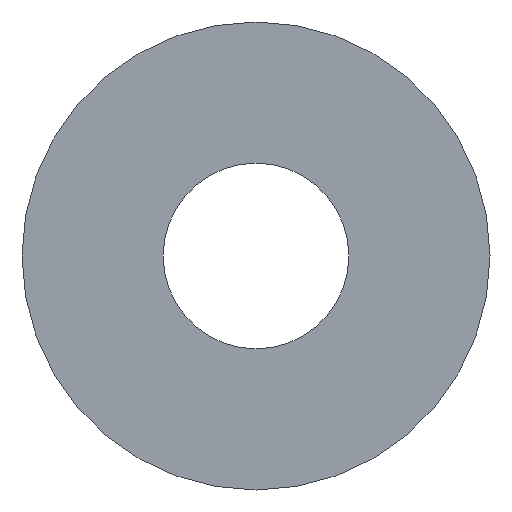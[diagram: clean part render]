
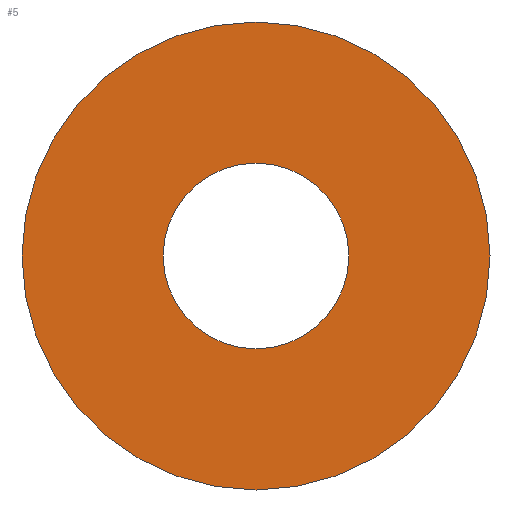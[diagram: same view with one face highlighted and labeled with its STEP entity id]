
A CAD part, front view. The second image highlights one B-rep face of the part: STEP entity #5.
In plain terms, the highlighted planar face has unit normal (0, -1, 0).
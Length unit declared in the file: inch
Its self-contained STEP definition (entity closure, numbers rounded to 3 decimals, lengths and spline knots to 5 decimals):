
#1 = CIRCLE ( 'NONE', #165, 0.315 ) ;
#4 = ORIENTED_EDGE ( 'NONE', *, *, #209, .F. ) ;
#5 = ADVANCED_FACE ( 'NONE', ( #63, #48 ), #222, .F. ) ;
#10 = DIRECTION ( 'NONE',  ( 0., 1., 0. ) ) ;
#26 = DIRECTION ( 'NONE',  ( 0., 0., 1. ) ) ;
#29 = DIRECTION ( 'NONE',  ( 0., 1., 0. ) ) ;
#30 = CARTESIAN_POINT ( 'NONE',  ( 0., 0., 0. ) ) ;
#35 = ORIENTED_EDGE ( 'NONE', *, *, #203, .T. ) ;
#39 = CIRCLE ( 'NONE', #162, 0.125 ) ;
#47 = ORIENTED_EDGE ( 'NONE', *, *, #92, .F. ) ;
#48 = FACE_BOUND ( 'NONE', #186, .T. ) ;
#52 = CARTESIAN_POINT ( 'NONE',  ( 0., 0., -0.315 ) ) ;
#56 = CARTESIAN_POINT ( 'NONE',  ( 0., 0., 0.315 ) ) ;
#63 = FACE_OUTER_BOUND ( 'NONE', #102, .T. ) ;
#74 = DIRECTION ( 'NONE',  ( 0., 0., 1. ) ) ;
#76 = DIRECTION ( 'NONE',  ( 0., 1., 0. ) ) ;
#83 = CARTESIAN_POINT ( 'NONE',  ( 0., 0., 0. ) ) ;
#87 = CARTESIAN_POINT ( 'NONE',  ( 0., 0., 0. ) ) ;
#88 = CARTESIAN_POINT ( 'NONE',  ( 0., 0., -0.125 ) ) ;
#89 = DIRECTION ( 'NONE',  ( 0., 1., 0. ) ) ;
#91 = EDGE_CURVE ( 'NONE', #215, #183, #131, .T. ) ;
#92 = EDGE_CURVE ( 'NONE', #202, #198, #1, .T. ) ;
#94 = DIRECTION ( 'NONE',  ( 0., 0., 1. ) ) ;
#98 = DIRECTION ( 'NONE',  ( 0., 1., 0. ) ) ;
#99 = CARTESIAN_POINT ( 'NONE',  ( 0., 0., 0. ) ) ;
#101 = DIRECTION ( 'NONE',  ( 0., 0., 1. ) ) ;
#102 = EDGE_LOOP ( 'NONE', ( #47, #4 ) ) ;
#103 = CIRCLE ( 'NONE', #157, 0.315 ) ;
#125 = DIRECTION ( 'NONE',  ( 0., 0., 1. ) ) ;
#131 = CIRCLE ( 'NONE', #185, 0.125 ) ;
#157 = AXIS2_PLACEMENT_3D ( 'NONE', #194, #10, #125 ) ;
#162 = AXIS2_PLACEMENT_3D ( 'NONE', #30, #29, #26 ) ;
#165 = AXIS2_PLACEMENT_3D ( 'NONE', #87, #76, #74 ) ;
#170 = CARTESIAN_POINT ( 'NONE',  ( 0., 0., 0.125 ) ) ;
#183 = VERTEX_POINT ( 'NONE', #88 ) ;
#185 = AXIS2_PLACEMENT_3D ( 'NONE', #99, #98, #94 ) ;
#186 = EDGE_LOOP ( 'NONE', ( #35, #201 ) ) ;
#187 = AXIS2_PLACEMENT_3D ( 'NONE', #83, #89, #101 ) ;
#194 = CARTESIAN_POINT ( 'NONE',  ( 0., 0., 0. ) ) ;
#198 = VERTEX_POINT ( 'NONE', #56 ) ;
#201 = ORIENTED_EDGE ( 'NONE', *, *, #91, .T. ) ;
#202 = VERTEX_POINT ( 'NONE', #52 ) ;
#203 = EDGE_CURVE ( 'NONE', #183, #215, #39, .T. ) ;
#209 = EDGE_CURVE ( 'NONE', #198, #202, #103, .T. ) ;
#215 = VERTEX_POINT ( 'NONE', #170 ) ;
#222 = PLANE ( 'NONE',  #187 ) ;
